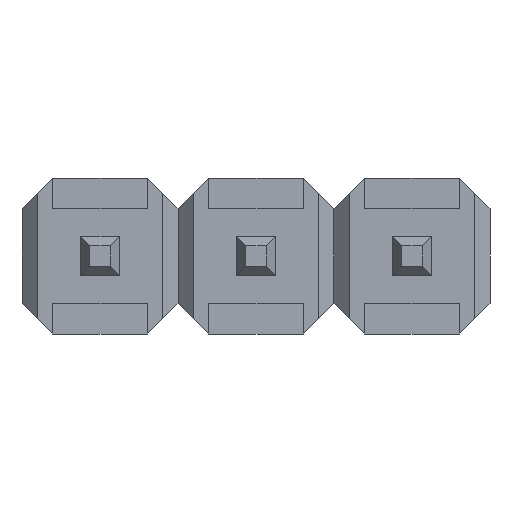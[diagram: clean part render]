
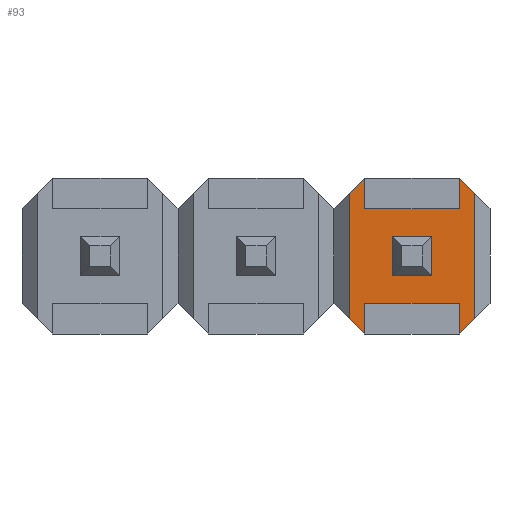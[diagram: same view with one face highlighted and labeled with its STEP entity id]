
A CAD part, front view. The second image highlights one B-rep face of the part: STEP entity #93.
In plain terms, the highlighted planar face has unit normal (0, -1, 0).
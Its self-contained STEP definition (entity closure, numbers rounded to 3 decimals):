
#93=ADVANCED_FACE('',(#226,#227),#228,.T.);
#226=FACE_OUTER_BOUND('',#468,.T.);
#227=FACE_BOUND('',#469,.T.);
#228=PLANE('',#470);
#468=EDGE_LOOP('',(#778,#779,#780,#781,#782,#783,#784,#785,#786,#787,#788,#789));
#469=EDGE_LOOP('',(#790,#791,#792,#793));
#470=AXIS2_PLACEMENT_3D('',#794,#795,#796);
#778=ORIENTED_EDGE('',*,*,#1654,.T.);
#779=ORIENTED_EDGE('',*,*,#1655,.F.);
#780=ORIENTED_EDGE('',*,*,#1656,.T.);
#781=ORIENTED_EDGE('',*,*,#1657,.T.);
#782=ORIENTED_EDGE('',*,*,#1658,.T.);
#783=ORIENTED_EDGE('',*,*,#1659,.F.);
#784=ORIENTED_EDGE('',*,*,#1660,.T.);
#785=ORIENTED_EDGE('',*,*,#1661,.F.);
#786=ORIENTED_EDGE('',*,*,#1662,.T.);
#787=ORIENTED_EDGE('',*,*,#1663,.T.);
#788=ORIENTED_EDGE('',*,*,#1664,.T.);
#789=ORIENTED_EDGE('',*,*,#1650,.F.);
#790=ORIENTED_EDGE('',*,*,#1665,.T.);
#791=ORIENTED_EDGE('',*,*,#1666,.T.);
#792=ORIENTED_EDGE('',*,*,#1667,.T.);
#793=ORIENTED_EDGE('',*,*,#1668,.T.);
#794=CARTESIAN_POINT('',(0.0,-1.94,0.0));
#795=DIRECTION('',(0.0,-1.0,0.0));
#796=DIRECTION('',(0.0,0.0,-1.0));
#1650=EDGE_CURVE('',#1975,#1976,#1977,.T.);
#1654=EDGE_CURVE('',#1975,#1982,#1983,.T.);
#1655=EDGE_CURVE('',#1984,#1982,#1985,.T.);
#1656=EDGE_CURVE('',#1984,#1986,#1987,.T.);
#1657=EDGE_CURVE('',#1986,#1988,#1989,.T.);
#1658=EDGE_CURVE('',#1988,#1990,#1991,.T.);
#1659=EDGE_CURVE('',#1992,#1990,#1993,.T.);
#1660=EDGE_CURVE('',#1992,#1994,#1995,.T.);
#1661=EDGE_CURVE('',#1996,#1994,#1997,.T.);
#1662=EDGE_CURVE('',#1996,#1998,#1999,.T.);
#1663=EDGE_CURVE('',#1998,#2000,#2001,.T.);
#1664=EDGE_CURVE('',#2000,#1976,#2002,.T.);
#1665=EDGE_CURVE('',#2003,#2004,#2005,.T.);
#1666=EDGE_CURVE('',#2004,#2006,#2007,.T.);
#1667=EDGE_CURVE('',#2006,#2008,#2009,.T.);
#1668=EDGE_CURVE('',#2008,#2003,#2010,.T.);
#1975=VERTEX_POINT('',#2476);
#1976=VERTEX_POINT('',#2477);
#1977=LINE('',#2478,#2479);
#1982=VERTEX_POINT('',#2487);
#1983=LINE('',#2488,#2489);
#1984=VERTEX_POINT('',#2490);
#1985=LINE('',#2491,#2492);
#1986=VERTEX_POINT('',#2493);
#1987=LINE('',#2494,#2495);
#1988=VERTEX_POINT('',#2496);
#1989=LINE('',#2497,#2498);
#1990=VERTEX_POINT('',#2499);
#1991=LINE('',#2500,#2501);
#1992=VERTEX_POINT('',#2502);
#1993=LINE('',#2503,#2504);
#1994=VERTEX_POINT('',#2505);
#1995=LINE('',#2506,#2507);
#1996=VERTEX_POINT('',#2508);
#1997=LINE('',#2509,#2510);
#1998=VERTEX_POINT('',#2511);
#1999=LINE('',#2512,#2513);
#2000=VERTEX_POINT('',#2514);
#2001=LINE('',#2515,#2516);
#2002=LINE('',#2517,#2518);
#2003=VERTEX_POINT('',#2519);
#2004=VERTEX_POINT('',#2520);
#2005=LINE('',#2521,#2522);
#2006=VERTEX_POINT('',#2523);
#2007=LINE('',#2524,#2525);
#2008=VERTEX_POINT('',#2526);
#2009=LINE('',#2527,#2528);
#2010=LINE('',#2529,#2530);
#2476=CARTESIAN_POINT('',(8.64,-1.94,-1.02));
#2477=CARTESIAN_POINT('',(8.39,-1.94,-1.27));
#2478=CARTESIAN_POINT('',(8.64,-1.94,-1.02));
#2479=VECTOR('',#3117,0.354);
#2487=CARTESIAN_POINT('',(8.64,-1.94,1.02));
#2488=CARTESIAN_POINT('',(8.64,-1.94,-1.02));
#2489=VECTOR('',#3121,2.04);
#2490=CARTESIAN_POINT('',(8.39,-1.94,1.27));
#2491=CARTESIAN_POINT('',(8.39,-1.94,1.27));
#2492=VECTOR('',#3122,0.354);
#2493=CARTESIAN_POINT('',(8.39,-1.94,0.77));
#2494=CARTESIAN_POINT('',(8.39,-1.94,1.27));
#2495=VECTOR('',#3123,0.5);
#2496=CARTESIAN_POINT('',(6.85,-1.94,0.77));
#2497=CARTESIAN_POINT('',(8.39,-1.94,0.77));
#2498=VECTOR('',#3124,1.54);
#2499=CARTESIAN_POINT('',(6.85,-1.94,1.27));
#2500=CARTESIAN_POINT('',(6.85,-1.94,0.77));
#2501=VECTOR('',#3125,0.5);
#2502=CARTESIAN_POINT('',(6.6,-1.94,1.02));
#2503=CARTESIAN_POINT('',(6.6,-1.94,1.02));
#2504=VECTOR('',#3126,0.354);
#2505=CARTESIAN_POINT('',(6.6,-1.94,-1.02));
#2506=CARTESIAN_POINT('',(6.6,-1.94,1.02));
#2507=VECTOR('',#3127,2.04);
#2508=CARTESIAN_POINT('',(6.85,-1.94,-1.27));
#2509=CARTESIAN_POINT('',(6.85,-1.94,-1.27));
#2510=VECTOR('',#3128,0.354);
#2511=CARTESIAN_POINT('',(6.85,-1.94,-0.77));
#2512=CARTESIAN_POINT('',(6.85,-1.94,-1.27));
#2513=VECTOR('',#3129,0.5);
#2514=CARTESIAN_POINT('',(8.39,-1.94,-0.77));
#2515=CARTESIAN_POINT('',(6.85,-1.94,-0.77));
#2516=VECTOR('',#3130,1.54);
#2517=CARTESIAN_POINT('',(8.39,-1.94,-0.77));
#2518=VECTOR('',#3131,0.5);
#2519=CARTESIAN_POINT('',(7.303,-1.94,-0.318));
#2520=CARTESIAN_POINT('',(7.303,-1.94,0.318));
#2521=CARTESIAN_POINT('',(7.303,-1.94,-0.318));
#2522=VECTOR('',#3132,0.635);
#2523=CARTESIAN_POINT('',(7.938,-1.94,0.318));
#2524=CARTESIAN_POINT('',(7.303,-1.94,0.318));
#2525=VECTOR('',#3133,0.635);
#2526=CARTESIAN_POINT('',(7.938,-1.94,-0.318));
#2527=CARTESIAN_POINT('',(7.938,-1.94,0.318));
#2528=VECTOR('',#3134,0.635);
#2529=CARTESIAN_POINT('',(7.938,-1.94,-0.318));
#2530=VECTOR('',#3135,0.635);
#3117=DIRECTION('',(-0.707,0.0,-0.707));
#3121=DIRECTION('',(0.0,0.0,1.0));
#3122=DIRECTION('',(0.707,0.0,-0.707));
#3123=DIRECTION('',(0.0,0.0,-1.0));
#3124=DIRECTION('',(-1.0,0.0,0.0));
#3125=DIRECTION('',(0.0,0.0,1.0));
#3126=DIRECTION('',(0.707,0.0,0.707));
#3127=DIRECTION('',(0.0,0.0,-1.0));
#3128=DIRECTION('',(-0.707,0.0,0.707));
#3129=DIRECTION('',(0.0,0.0,1.0));
#3130=DIRECTION('',(1.0,0.0,0.0));
#3131=DIRECTION('',(0.0,0.0,-1.0));
#3132=DIRECTION('',(0.0,0.0,1.0));
#3133=DIRECTION('',(1.0,0.0,0.0));
#3134=DIRECTION('',(0.0,0.0,-1.0));
#3135=DIRECTION('',(-1.0,0.0,0.0));
